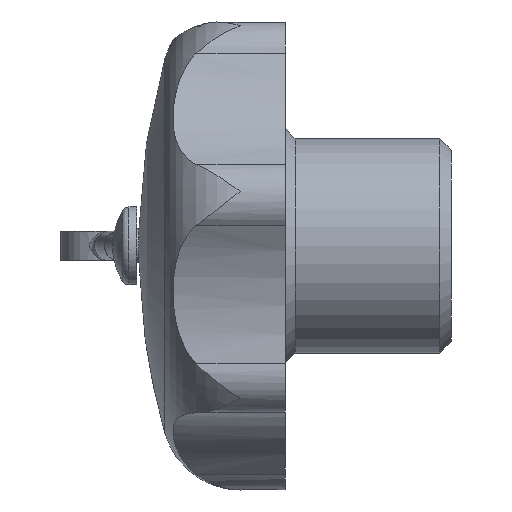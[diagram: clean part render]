
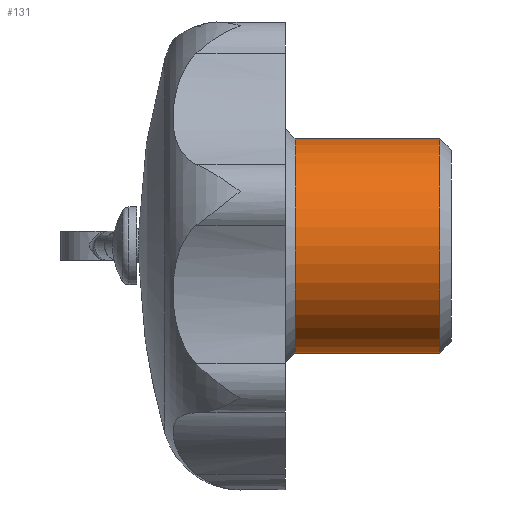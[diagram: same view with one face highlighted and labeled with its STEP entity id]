
A CAD part, left-side view. The second image highlights one B-rep face of the part: STEP entity #131.
In plain terms, the highlighted cylindrical face has radius 11 mm (diameter 22 mm), a full revolution.
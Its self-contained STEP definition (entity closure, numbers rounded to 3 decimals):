
#131 = ADVANCED_FACE( '', ( #295, #296 ), #297, .T. );
#295 = FACE_OUTER_BOUND( '', #493, .T. );
#296 = FACE_OUTER_BOUND( '', #494, .T. );
#297 = CYLINDRICAL_SURFACE( '', #495, 11. );
#493 = EDGE_LOOP( '', ( #819 ) );
#494 = EDGE_LOOP( '', ( #820 ) );
#495 = AXIS2_PLACEMENT_3D( '', #821, #822, #823 );
#819 = ORIENTED_EDGE( '', *, *, #1210, .F. );
#820 = ORIENTED_EDGE( '', *, *, #1211, .T. );
#821 = CARTESIAN_POINT( '', ( 0., 0., 0. ) );
#822 = DIRECTION( '', ( 0., 1., 0. ) );
#823 = DIRECTION( '', ( 0., 0., -1. ) );
#1210 = EDGE_CURVE( '', #1473, #1473, #1474, .T. );
#1211 = EDGE_CURVE( '', #1475, #1475, #1476, .T. );
#1473 = VERTEX_POINT( '', #1996 );
#1474 = CIRCLE( '', #1997, 11. );
#1475 = VERTEX_POINT( '', #1998 );
#1476 = CIRCLE( '', #1999, 11. );
#1996 = CARTESIAN_POINT( '', ( 0., 1.2, -11. ) );
#1997 = AXIS2_PLACEMENT_3D( '', #2545, #2546, #2547 );
#1998 = CARTESIAN_POINT( '', ( 0., 16., -11. ) );
#1999 = AXIS2_PLACEMENT_3D( '', #2548, #2549, #2550 );
#2545 = CARTESIAN_POINT( '', ( 0., 1.2, 0. ) );
#2546 = DIRECTION( '', ( 0., -1., 0. ) );
#2547 = DIRECTION( '', ( 0., 0., -1. ) );
#2548 = CARTESIAN_POINT( '', ( 0., 16., 0. ) );
#2549 = DIRECTION( '', ( 0., -1., 0. ) );
#2550 = DIRECTION( '', ( 0., 0., -1. ) );
